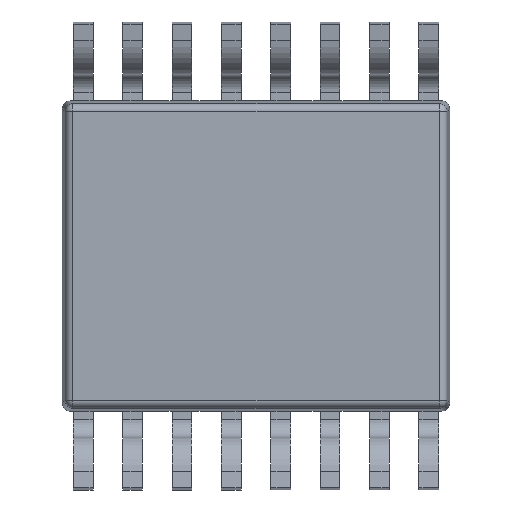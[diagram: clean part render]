
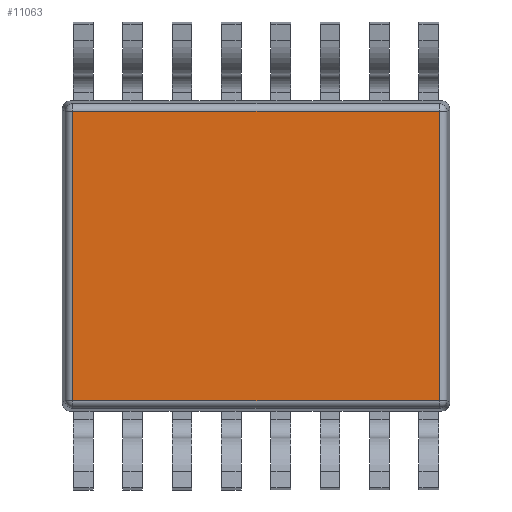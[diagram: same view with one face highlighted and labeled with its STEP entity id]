
A CAD part, front view. The second image highlights one B-rep face of the part: STEP entity #11063.
In plain terms, the highlighted planar face has unit normal (0, -1, 0).
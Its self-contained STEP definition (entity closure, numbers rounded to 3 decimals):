
#381 = FACE_OUTER_BOUND ( 'NONE', #3791, .T. ) ;
#622 = LINE ( 'NONE', #7143, #10559 ) ;
#796 = EDGE_CURVE ( 'NONE', #2639, #12511, #7956, .T. ) ;
#1088 = CARTESIAN_POINT ( 'NONE',  ( 2.355, -0.71, -1.995 ) ) ;
#1294 = DIRECTION ( 'NONE',  ( 1., 0., 0. ) ) ;
#2099 = DIRECTION ( 'NONE',  ( 0., -1., 0. ) ) ;
#2305 = ORIENTED_EDGE ( 'NONE', *, *, #5599, .T. ) ;
#2583 = ORIENTED_EDGE ( 'NONE', *, *, #11546, .T. ) ;
#2639 = VERTEX_POINT ( 'NONE', #7608 ) ;
#2839 = AXIS2_PLACEMENT_3D ( 'NONE', #7889, #2099, #8850 ) ;
#3271 = CARTESIAN_POINT ( 'NONE',  ( 2.355, -0.71, 1.86 ) ) ;
#3791 = EDGE_LOOP ( 'NONE', ( #8844, #2583, #12211, #2305 ) ) ;
#3996 = PLANE ( 'NONE',  #2839 ) ;
#5599 = EDGE_CURVE ( 'NONE', #11678, #2639, #622, .T. ) ;
#5911 = CARTESIAN_POINT ( 'NONE',  ( 2.49, -0.71, 1.86 ) ) ;
#6111 = EDGE_CURVE ( 'NONE', #7748, #11678, #10990, .T. ) ;
#7143 = CARTESIAN_POINT ( 'NONE',  ( -2.355, -0.71, -1.995 ) ) ;
#7168 = CARTESIAN_POINT ( 'NONE',  ( -2.355, -0.71, 1.86 ) ) ;
#7294 = LINE ( 'NONE', #1088, #9525 ) ;
#7608 = CARTESIAN_POINT ( 'NONE',  ( -2.355, -0.71, -1.86 ) ) ;
#7748 = VERTEX_POINT ( 'NONE', #3271 ) ;
#7889 = CARTESIAN_POINT ( 'NONE',  ( 2.49, -0.71, -1.995 ) ) ;
#7956 = LINE ( 'NONE', #8990, #10214 ) ;
#8672 = CARTESIAN_POINT ( 'NONE',  ( 2.355, -0.71, -1.86 ) ) ;
#8797 = DIRECTION ( 'NONE',  ( 0., 0., 1. ) ) ;
#8844 = ORIENTED_EDGE ( 'NONE', *, *, #796, .T. ) ;
#8850 = DIRECTION ( 'NONE',  ( 0., 0., -1. ) ) ;
#8990 = CARTESIAN_POINT ( 'NONE',  ( 2.49, -0.71, -1.86 ) ) ;
#9525 = VECTOR ( 'NONE', #8797, 1000. ) ;
#10029 = DIRECTION ( 'NONE',  ( 0., 0., -1. ) ) ;
#10214 = VECTOR ( 'NONE', #1294, 1000. ) ;
#10559 = VECTOR ( 'NONE', #10029, 1000. ) ;
#10681 = VECTOR ( 'NONE', #11686, 1000. ) ;
#10990 = LINE ( 'NONE', #5911, #10681 ) ;
#11063 = ADVANCED_FACE ( 'NONE', ( #381 ), #3996, .T. ) ;
#11546 = EDGE_CURVE ( 'NONE', #12511, #7748, #7294, .T. ) ;
#11678 = VERTEX_POINT ( 'NONE', #7168 ) ;
#11686 = DIRECTION ( 'NONE',  ( -1., 0., 0. ) ) ;
#12211 = ORIENTED_EDGE ( 'NONE', *, *, #6111, .T. ) ;
#12511 = VERTEX_POINT ( 'NONE', #8672 ) ;
